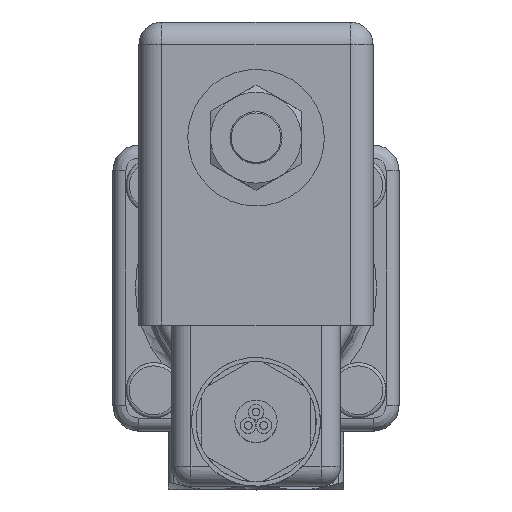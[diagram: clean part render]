
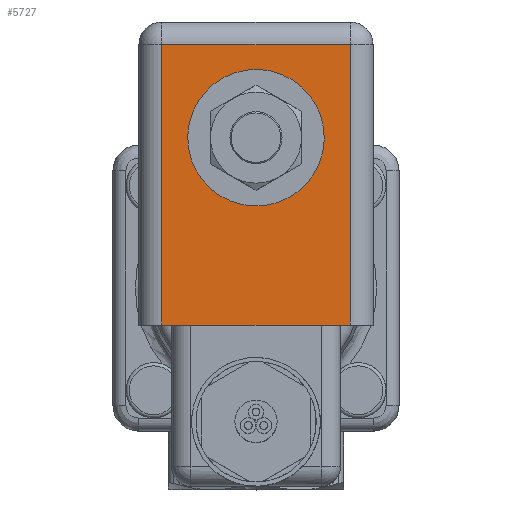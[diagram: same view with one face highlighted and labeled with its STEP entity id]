
A CAD part, top view. The second image highlights one B-rep face of the part: STEP entity #5727.
In plain terms, the highlighted planar face has unit normal (0, 0, 1).
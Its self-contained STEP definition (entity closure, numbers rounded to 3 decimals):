
#536=FACE_BOUND('',#1345,.T.);
#586=CIRCLE('',#6122,10.5);
#952=FACE_OUTER_BOUND('',#1344,.T.);
#1344=EDGE_LOOP('',(#3802,#3803,#3804,#3805));
#1345=EDGE_LOOP('',(#3806));
#1786=LINE('',#8612,#2066);
#1787=LINE('',#8614,#2067);
#1788=LINE('',#8616,#2068);
#1789=LINE('',#8617,#2069);
#2066=VECTOR('',#6860,43.1);
#2067=VECTOR('',#6861,29.);
#2068=VECTOR('',#6862,43.1);
#2069=VECTOR('',#6863,29.);
#2346=VERTEX_POINT('',#8610);
#2347=VERTEX_POINT('',#8611);
#2348=VERTEX_POINT('',#8613);
#2349=VERTEX_POINT('',#8615);
#2350=VERTEX_POINT('',#8618);
#2904=EDGE_CURVE('',#2346,#2347,#1786,.T.);
#2905=EDGE_CURVE('',#2346,#2348,#1787,.T.);
#2906=EDGE_CURVE('',#2349,#2348,#1788,.T.);
#2907=EDGE_CURVE('',#2347,#2349,#1789,.T.);
#2908=EDGE_CURVE('',#2350,#2350,#586,.T.);
#3802=ORIENTED_EDGE('',*,*,#2904,.F.);
#3803=ORIENTED_EDGE('',*,*,#2905,.T.);
#3804=ORIENTED_EDGE('',*,*,#2906,.F.);
#3805=ORIENTED_EDGE('',*,*,#2907,.F.);
#3806=ORIENTED_EDGE('',*,*,#2908,.F.);
#5604=PLANE('',#6121);
#5727=ADVANCED_FACE('',(#952,#536),#5604,.T.);
#6121=AXIS2_PLACEMENT_3D('',#8609,#6858,#6859);
#6122=AXIS2_PLACEMENT_3D('',#8619,#6864,#6865);
#6858=DIRECTION('center_axis',(0.,0.,
1.));
#6859=DIRECTION('ref_axis',(1.,0.,0.));
#6860=DIRECTION('',(0.,1.,0.));
#6861=DIRECTION('',(1.,0.,0.));
#6862=DIRECTION('',(0.,-1.,0.));
#6863=DIRECTION('',(1.,0.,0.));
#6864=DIRECTION('center_axis',(0.,0.,
1.));
#6865=DIRECTION('ref_axis',(0.788,0.616,0.));
#8609=CARTESIAN_POINT('Origin',(0.,17.8,
85.241));
#8610=CARTESIAN_POINT('',(-14.5,-8.3,85.241));
#8611=CARTESIAN_POINT('',(-14.5,34.8,85.241));
#8612=CARTESIAN_POINT('',(-14.5,7.55,85.241));
#8613=CARTESIAN_POINT('',(14.5,-8.3,85.241));
#8614=CARTESIAN_POINT('',(-18.,-8.3,85.241));
#8615=CARTESIAN_POINT('',(14.5,34.8,85.241));
#8616=CARTESIAN_POINT('',(14.5,28.05,85.241));
#8617=CARTESIAN_POINT('',(-9.,34.8,85.241));
#8618=CARTESIAN_POINT('',(-8.272,14.033,85.241));
#8619=CARTESIAN_POINT('Origin',(0.,20.5,85.241));
